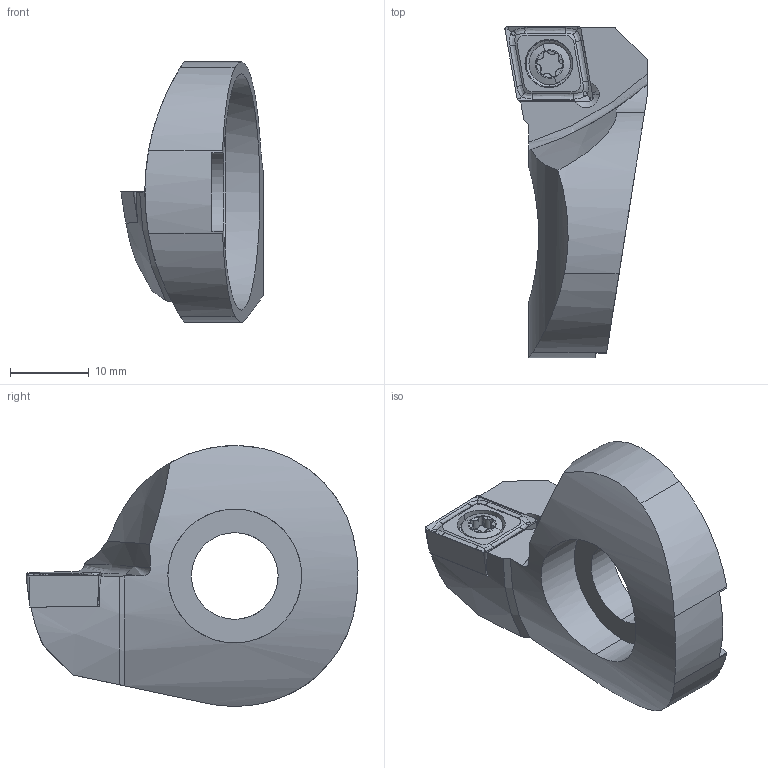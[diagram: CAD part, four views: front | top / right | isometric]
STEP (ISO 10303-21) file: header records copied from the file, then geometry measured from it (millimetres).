
FILE_DESCRIPTION (( 'STEP AP203' ), '1' );
FILE_NAME ('F55-WCB.001.013.STEP', '2014-11-05T13:53:06', ( 'SwiAdmin' ), ( '' ), 'SwSTEP 2.0', 'SolidWorks 2012', '' );
FILE_SCHEMA (( 'CONFIG_CONTROL_DESIGN' ));
Length unit declared in the file: millimetre
Products named in the file (4): F55-WCB.001.013; WCB-ER2.001.009_A; CCMT09T304; F55-WCB.001.013_C_fertigbearbeitet
Assembly tree (3 placements, depth 2):
  F55-WCB.001.013
    F55-WCB.001.013_C_fertigbearbeitet
    CCMT09T304
    WCB-ER2.001.009_A
Bounding box: 18.05 x 42.14 x 33.09 mm (x, y, z)
Volume: 7620.8 mm3; surface area: 4307.1 mm2
Topology: 3 solids, 3 shells, 147 faces, 389 edges, 239 vertices
Faces by surface type: cylinder 50, plane 41, cone 30, torus 12, bspline 12, sphere 2
Entity records: 5361 total; most frequent: CARTESIAN_POINT 1576, ORIENTED_EDGE 758, DIRECTION 662, EDGE_CURVE 379, AXIS2_PLACEMENT_3D 257, VERTEX_POINT 239, EDGE_LOOP 154, LINE 148
